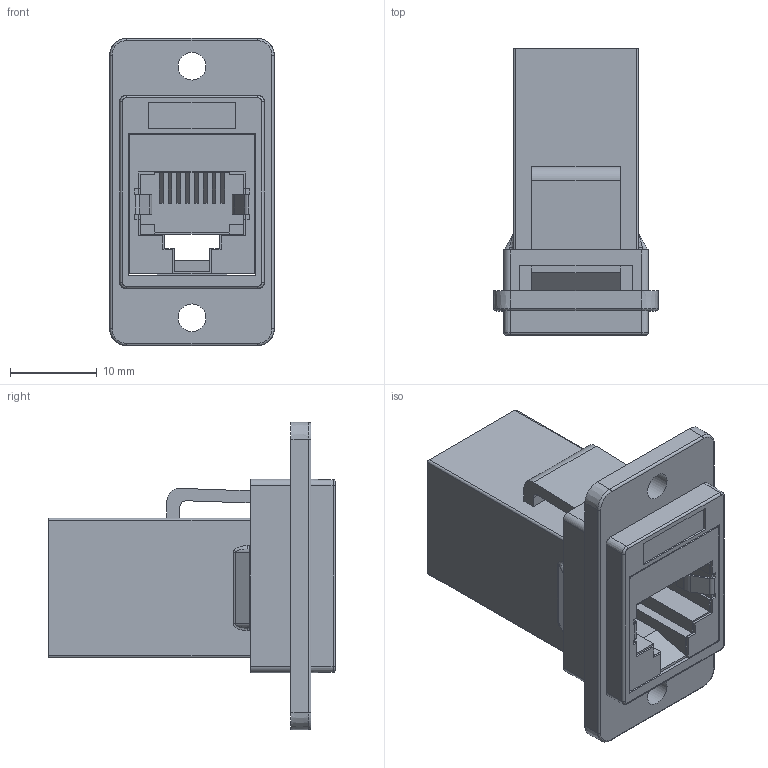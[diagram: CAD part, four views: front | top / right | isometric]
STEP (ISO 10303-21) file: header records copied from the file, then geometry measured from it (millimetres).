
FILE_DESCRIPTION(/* description */ (''),/* implementation_level */ '2;1');
FILE_NAME(/* name */ 'CP30720SX1 CAT5 3.2mm hole.stp',/* time_stamp */ '2025-03-20T14:09:03Z',/* author */ ('tottley'),/* organization */ (''),/* preprocessor_version */ 'ST-DEVELOPER v20',/* originating_system */ 'Autodesk Inventor 2025',/* authorisation */ '');
FILE_SCHEMA (('AUTOMOTIVE_DESIGN { 1 0 10303 214 3 1 1 }'));
Length unit declared in the file: millimetre
Products named in the file (1): CP30720S CAT5 csk
Bounding box: 19 x 33 x 35.5 mm (x, y, z)
Volume: 6461.3 mm3; surface area: 7084.3 mm2
Topology: 1 solids, 3 shells, 378 faces, 1079 edges, 710 vertices
Faces by surface type: plane 305, cylinder 42, bspline 15, torus 8, cone 8
Full cylindrical faces by diameter (mm): 3.2 x2
Entity records: 12818 total; most frequent: CARTESIAN_POINT 2428, ORIENTED_EDGE 2158, DIRECTION 1897, EDGE_CURVE 1079, LINE 945, VECTOR 945, VERTEX_POINT 710, AXIS2_PLACEMENT_3D 476
